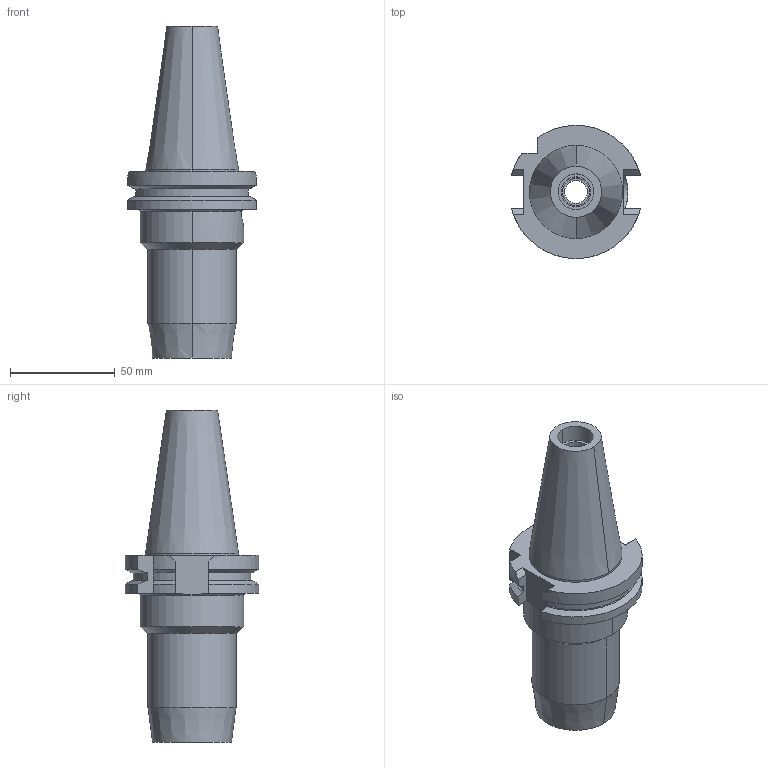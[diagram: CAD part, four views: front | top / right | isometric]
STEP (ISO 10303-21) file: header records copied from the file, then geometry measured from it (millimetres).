
FILE_DESCRIPTION((''),'2;1');
FILE_NAME('BDV40-HDC20-90','2018-03-28T',('ykawabe'),(''),'CREO PARAMETRIC BY PTC INC, 2016380','CREO PARAMETRIC BY PTC INC, 2016380','');
FILE_SCHEMA(('AUTOMOTIVE_DESIGN { 1 0 10303 214 1 1 1 1 }'));
Length unit declared in the file: millimetre
Products named in the file (1): BDV40-HDC20-90
Bounding box: 61.48 x 63.55 x 158.4 mm (x, y, z)
Volume: 186390 mm3; surface area: 34166.6 mm2
Topology: 1 solids, 1 shells, 71 faces, 198 edges, 135 vertices
Faces by surface type: cylinder 30, plane 28, cone 13
Entity records: 3168 total; most frequent: CARTESIAN_POINT 505, DIRECTION 417, ORIENTED_EDGE 396, PRESENTATION_STYLE_ASSIGNMENT 203, STYLED_ITEM 203, CURVE_STYLE 202, EDGE_CURVE 198, AXIS2_PLACEMENT_3D 165
